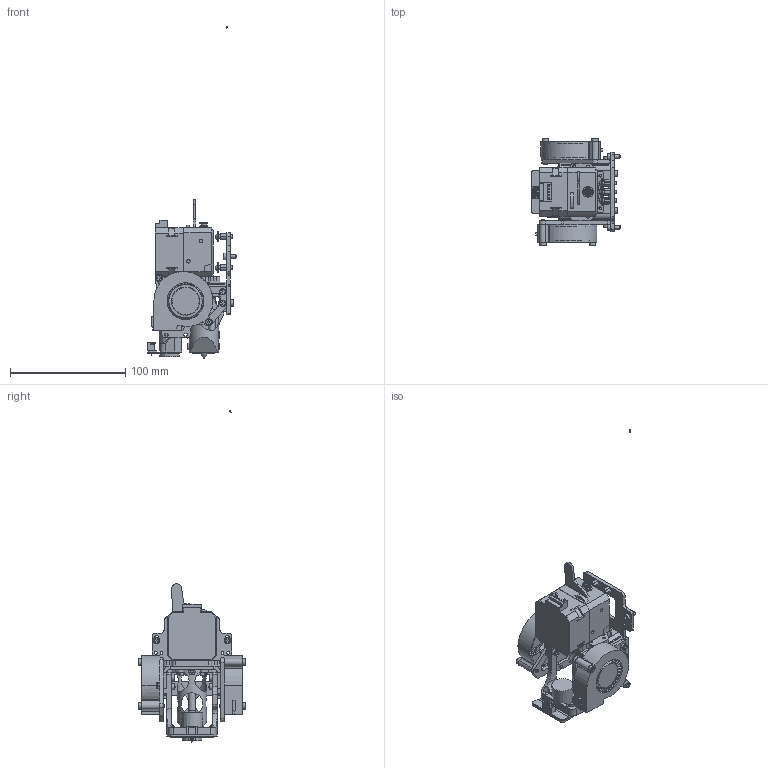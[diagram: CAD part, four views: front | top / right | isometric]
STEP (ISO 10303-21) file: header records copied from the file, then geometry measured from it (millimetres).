
FILE_DESCRIPTION(/* description */ (''),/* implementation_level */ '2;1');
FILE_NAME(/* name */ 'Elegoo_toolhead_Complete.step',/* time_stamp */ '2024-09-08T23:10:36-05:00',/* author */ (''),/* organization */ (''),/* preprocessor_version */ 'ST-DEVELOPER v20',/* originating_system */ 'Autodesk Translation Framework v13.14.0.145',/* authorisation */ '');
FILE_SCHEMA (('AUTOMOTIVE_DESIGN { 1 0 10303 214 3 1 1 }'));
Products named in the file (30): Complete_toolhead_assembly; P000056; Sheetmetal_Elegoo^Elegoo Platemount v17(2)_Elegoo Platemount v17; SM000095; SM000094; SM000096; SM000093; 5015 Fan; LGX_PRO; chubeintegrationcad_v2; chubeintegrationcad; Chube Air Center Of Mass; Chube Conduction Center Of Mass; Broached Hexagon Socket Head Cap Screw ANSI B18.3.1M - M3x0.5 x 16 St
eel Grade 2 Plain v1; Broached Hexagon Socket Head Cap Screw ANSI B18.3.1M - M3x0.5 x 20 St
eel Grade 2 Plain v2; Beacon_mount; Beacon_RevH_Assm_Normal; BeaconG_LP; Optimal Spacing; PCB; ELECTRONICS ZONE; Top Keep Out ZONE; 353620450; Beacon Sherlock; Broached Hexagon Socket Head Cap Screw ANSI B18.3.1M - M3x0.5 x 6 Ste
el Grade 2 Plain v2; Broached Hexagon Socket Head Cap Screw ANSI B18.3.1M - M3x0.5 x 8 Ste
el Grade 2 Plain v2; Plastic_hex_spacer; 93655A093_NO THREADS_Male-Female Threaded Hex Standoff; 95610A012_Nylon Plastic Washer; Broached Hexagon Socket Button Head Cap Screw ANSI B18.3.4M - M3 x 0.
5 x 8 Steel Grade 2 Plain v3
Assembly tree (56 placements, depth 4):
  Complete_toolhead_assembly
    P000056
    Sheetmetal_Elegoo^Elegoo Platemount v17(2)_Elegoo Platemount v17
      SM000095
      SM000094
      SM000096
      SM000093
    5015 Fan  x2
    LGX_PRO
    chubeintegrationcad_v2
      chubeintegrationcad
      Chube Air Center Of Mass
      Chube Conduction Center Of Mass
    Broached Hexagon Socket Head Cap Screw ANSI B18.3.1M - M3x0.5 x 16 St
eel Grade 2 Plain v1  x2
    Broached Hexagon Socket Head Cap Screw ANSI B18.3.1M - M3x0.5 x 6 Ste
el Grade 2 Plain v2  x8
    Broached Hexagon Socket Head Cap Screw ANSI B18.3.1M - M3x0.5 x 8 Ste
el Grade 2 Plain v2  x8
    Broached Hexagon Socket Head Cap Screw ANSI B18.3.1M - M3x0.5 x 20 St
eel Grade 2 Plain v2  x4
    Beacon_mount
    Beacon_RevH_Assm_Normal
      BeaconG_LP
        Optimal Spacing
        PCB
        ELECTRONICS ZONE
        Top Keep Out ZONE
      353620450
      Beacon Sherlock
    93655A093_NO THREADS_Male-Female Threaded Hex Standoff  x3
    Plastic_hex_spacer  x3
    95610A012_Nylon Plastic Washer  x3
    Broached Hexagon Socket Button Head Cap Screw ANSI B18.3.4M - M3 x 0.
5 x 8 Steel Grade 2 Plain v3  x3
Bounding box: 76.75 x 93.4 x 288.46 mm (x, y, z)
Volume: 153165 mm3; surface area: 102148.5 mm2
Topology: 55 solids, 62 shells, 2724 faces, 6985 edges, 4505 vertices
Faces by surface type: plane 1645, cylinder 768, cone 134, bspline 125, torus 41, sphere 11
Full cylindrical faces by diameter (mm): 2 x1, 2.35 x3, 2.5 x6, 2.529 x37, 2.927 x25, 2.973 x1, 3 x18, 3.1 x1, 3.3 x9, 3.31 x2, 3.32 x2, 3.4 x8, 3.5 x2, 4 x1, 4.05 x1, 4.1 x1, 4.5 x4, 5 x7, 5.3 x2, 5.5 x35, 5.65 x3, 6 x2, 7 x1, 8.8 x3, 17.003 x1, 22.8 x2, 24.5 x2, 25.4 x1, 32 x2
Entity records: 70183 total; most frequent: CARTESIAN_POINT 18995, ORIENTED_EDGE 10298, DIRECTION 10027, EDGE_CURVE 5239, VERTEX_POINT 3447, LINE 3379, VECTOR 3379, AXIS2_PLACEMENT_3D 3324
